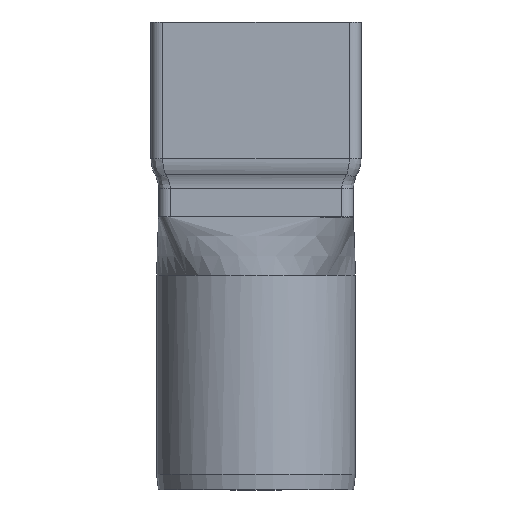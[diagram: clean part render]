
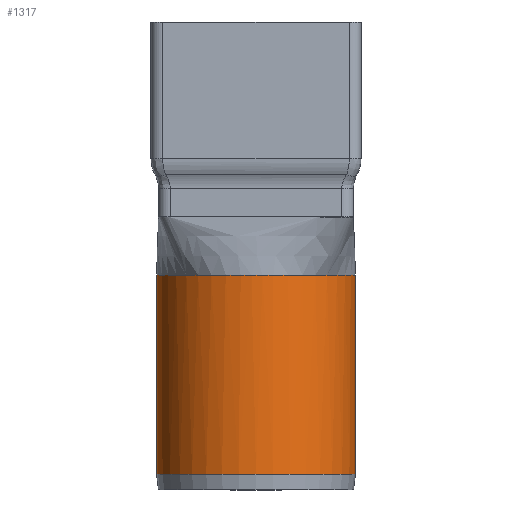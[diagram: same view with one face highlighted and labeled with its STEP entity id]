
A CAD part, front view. The second image highlights one B-rep face of the part: STEP entity #1317.
In plain terms, the highlighted cylindrical face has radius 510 mm (diameter 1020 mm), a full revolution.
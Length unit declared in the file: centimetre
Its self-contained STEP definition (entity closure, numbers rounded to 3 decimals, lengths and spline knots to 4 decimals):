
#139=CYLINDRICAL_SURFACE('',#1467,51.);
#218=FACE_OUTER_BOUND('',#300,.T.);
#300=EDGE_LOOP('',(#1169,#1170,#1171,#1172,#1173,#1174,#1175,#1176,#1177,
#1178,#1179,#1180,#1181,#1182));
#383=LINE('',#4353,#463);
#463=VECTOR('',#1843,51.);
#512=CIRCLE('',#1458,51.);
#513=CIRCLE('',#1459,51.);
#519=CIRCLE('',#1468,51.);
#520=CIRCLE('',#1469,51.);
#521=CIRCLE('',#1470,51.);
#522=CIRCLE('',#1471,51.);
#523=CIRCLE('',#1472,51.);
#524=CIRCLE('',#1473,51.);
#525=CIRCLE('',#1474,51.);
#526=CIRCLE('',#1475,51.);
#527=CIRCLE('',#1476,51.);
#528=CIRCLE('',#1477,51.);
#621=VERTEX_POINT('',#4334);
#622=VERTEX_POINT('',#4336);
#627=VERTEX_POINT('',#4352);
#628=VERTEX_POINT('',#4354);
#629=VERTEX_POINT('',#4356);
#630=VERTEX_POINT('',#4358);
#631=VERTEX_POINT('',#4360);
#632=VERTEX_POINT('',#4362);
#633=VERTEX_POINT('',#4364);
#634=VERTEX_POINT('',#4366);
#635=VERTEX_POINT('',#4368);
#636=VERTEX_POINT('',#4370);
#807=EDGE_CURVE('',#621,#622,#512,.T.);
#808=EDGE_CURVE('',#622,#621,#513,.T.);
#815=EDGE_CURVE('',#622,#627,#383,.T.);
#816=EDGE_CURVE('',#628,#627,#519,.T.);
#817=EDGE_CURVE('',#629,#628,#520,.T.);
#818=EDGE_CURVE('',#630,#629,#521,.T.);
#819=EDGE_CURVE('',#631,#630,#522,.T.);
#820=EDGE_CURVE('',#632,#631,#523,.T.);
#821=EDGE_CURVE('',#633,#632,#524,.T.);
#822=EDGE_CURVE('',#634,#633,#525,.T.);
#823=EDGE_CURVE('',#635,#634,#526,.T.);
#824=EDGE_CURVE('',#636,#635,#527,.T.);
#825=EDGE_CURVE('',#627,#636,#528,.T.);
#1169=ORIENTED_EDGE('',*,*,#807,.F.);
#1170=ORIENTED_EDGE('',*,*,#808,.F.);
#1171=ORIENTED_EDGE('',*,*,#815,.T.);
#1172=ORIENTED_EDGE('',*,*,#816,.F.);
#1173=ORIENTED_EDGE('',*,*,#817,.F.);
#1174=ORIENTED_EDGE('',*,*,#818,.F.);
#1175=ORIENTED_EDGE('',*,*,#819,.F.);
#1176=ORIENTED_EDGE('',*,*,#820,.F.);
#1177=ORIENTED_EDGE('',*,*,#821,.F.);
#1178=ORIENTED_EDGE('',*,*,#822,.F.);
#1179=ORIENTED_EDGE('',*,*,#823,.F.);
#1180=ORIENTED_EDGE('',*,*,#824,.F.);
#1181=ORIENTED_EDGE('',*,*,#825,.F.);
#1182=ORIENTED_EDGE('',*,*,#815,.F.);
#1317=ADVANCED_FACE('',(#218),#139,.T.);
#1458=AXIS2_PLACEMENT_3D('',#4337,#1822,#1823);
#1459=AXIS2_PLACEMENT_3D('',#4338,#1824,#1825);
#1467=AXIS2_PLACEMENT_3D('',#4351,#1841,#1842);
#1468=AXIS2_PLACEMENT_3D('',#4355,#1844,#1845);
#1469=AXIS2_PLACEMENT_3D('',#4357,#1846,#1847);
#1470=AXIS2_PLACEMENT_3D('',#4359,#1848,#1849);
#1471=AXIS2_PLACEMENT_3D('',#4361,#1850,#1851);
#1472=AXIS2_PLACEMENT_3D('',#4363,#1852,#1853);
#1473=AXIS2_PLACEMENT_3D('',#4365,#1854,#1855);
#1474=AXIS2_PLACEMENT_3D('',#4367,#1856,#1857);
#1475=AXIS2_PLACEMENT_3D('',#4369,#1858,#1859);
#1476=AXIS2_PLACEMENT_3D('',#4371,#1860,#1861);
#1477=AXIS2_PLACEMENT_3D('',#4372,#1862,#1863);
#1822=DIRECTION('center_axis',(0.,0.,-1.));
#1823=DIRECTION('ref_axis',(1.,0.,0.));
#1824=DIRECTION('center_axis',(0.,0.,-1.));
#1825=DIRECTION('ref_axis',(1.,0.,0.));
#1841=DIRECTION('center_axis',(0.,0.,-1.));
#1842=DIRECTION('ref_axis',(-1.,0.,0.));
#1843=DIRECTION('',(0.,0.,1.));
#1844=DIRECTION('center_axis',(0.,0.,1.));
#1845=DIRECTION('ref_axis',(0.,1.,0.));
#1846=DIRECTION('center_axis',(0.,0.,1.));
#1847=DIRECTION('ref_axis',(0.,1.,0.));
#1848=DIRECTION('center_axis',(0.,0.,1.));
#1849=DIRECTION('ref_axis',(0.,1.,0.));
#1850=DIRECTION('center_axis',(0.,0.,1.));
#1851=DIRECTION('ref_axis',(0.,1.,0.));
#1852=DIRECTION('center_axis',(0.,0.,1.));
#1853=DIRECTION('ref_axis',(0.,1.,0.));
#1854=DIRECTION('center_axis',(0.,0.,1.));
#1855=DIRECTION('ref_axis',(0.,1.,0.));
#1856=DIRECTION('center_axis',(0.,0.,1.));
#1857=DIRECTION('ref_axis',(0.,1.,0.));
#1858=DIRECTION('center_axis',(0.,0.,1.));
#1859=DIRECTION('ref_axis',(0.,1.,0.));
#1860=DIRECTION('center_axis',(0.,0.,1.));
#1861=DIRECTION('ref_axis',(0.,1.,0.));
#1862=DIRECTION('center_axis',(0.,0.,1.));
#1863=DIRECTION('ref_axis',(0.,1.,0.));
#4334=CARTESIAN_POINT('',(0.,-51.,8.0623));
#4336=CARTESIAN_POINT('',(51.,0.,8.0623));
#4337=CARTESIAN_POINT('Origin',(0.,0.,8.0623));
#4338=CARTESIAN_POINT('Origin',(0.,0.,8.0623));
#4351=CARTESIAN_POINT('Origin',(0.,0.,9.));
#4352=CARTESIAN_POINT('',(51.,0.,110.2481));
#4353=CARTESIAN_POINT('',(51.,0.,9.));
#4354=CARTESIAN_POINT('',(50.3898,-7.8656,110.2481));
#4355=CARTESIAN_POINT('Origin',(0.,0.,110.2481));
#4356=CARTESIAN_POINT('',(8.9047,-50.2166,110.2481));
#4357=CARTESIAN_POINT('Origin',(0.,0.,110.2481));
#4358=CARTESIAN_POINT('',(-7.8656,-50.3898,110.2481));
#4359=CARTESIAN_POINT('Origin',(0.,0.,110.2481));
#4360=CARTESIAN_POINT('',(-50.2166,-8.9047,110.2481));
#4361=CARTESIAN_POINT('Origin',(0.,0.,110.2481));
#4362=CARTESIAN_POINT('',(-50.3898,7.8656,110.2481));
#4363=CARTESIAN_POINT('Origin',(0.,0.,110.2481));
#4364=CARTESIAN_POINT('',(-33.692,38.2864,110.2481));
#4365=CARTESIAN_POINT('Origin',(0.,0.,110.2481));
#4366=CARTESIAN_POINT('',(-8.9047,50.2166,110.2481));
#4367=CARTESIAN_POINT('Origin',(0.,0.,110.2481));
#4368=CARTESIAN_POINT('',(7.8656,50.3898,110.2481));
#4369=CARTESIAN_POINT('Origin',(0.,0.,110.2481));
#4370=CARTESIAN_POINT('',(50.2166,8.9047,110.2481));
#4371=CARTESIAN_POINT('Origin',(0.,0.,110.2481));
#4372=CARTESIAN_POINT('Origin',(0.,0.,110.2481));
